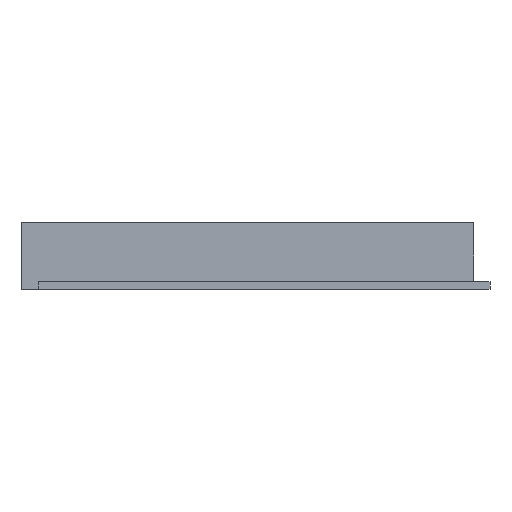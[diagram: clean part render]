
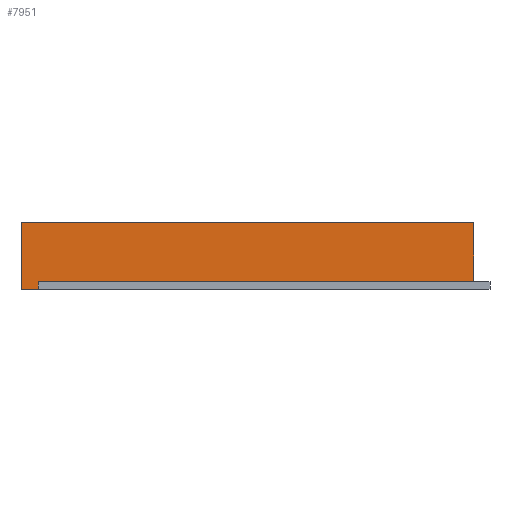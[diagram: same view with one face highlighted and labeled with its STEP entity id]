
A CAD part, left-side view. The second image highlights one B-rep face of the part: STEP entity #7951.
In plain terms, the highlighted planar face has unit normal (-1, 0, 0).
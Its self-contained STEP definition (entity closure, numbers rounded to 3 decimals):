
#901=PLANE('',#8237);
#1320=FACE_OUTER_BOUND('',#1797,.T.);
#1797=EDGE_LOOP('',(#7453,#7454,#7455,#7456));
#2430=LINE('',#15473,#3089);
#2449=LINE('',#15529,#3108);
#2465=LINE('',#15577,#3124);
#2466=LINE('',#15578,#3125);
#3089=VECTOR('',#9319,10.);
#3108=VECTOR('',#9374,10.);
#3124=VECTOR('',#9426,10.);
#3125=VECTOR('',#9427,10.);
#3947=VERTEX_POINT('',#15470);
#3948=VERTEX_POINT('',#15472);
#3966=VERTEX_POINT('',#15526);
#3967=VERTEX_POINT('',#15528);
#5100=EDGE_CURVE('',#3947,#3948,#2430,.T.);
#5123=EDGE_CURVE('',#3966,#3967,#2449,.T.);
#5147=EDGE_CURVE('',#3947,#3967,#2465,.T.);
#5148=EDGE_CURVE('',#3948,#3966,#2466,.T.);
#7453=ORIENTED_EDGE('',*,*,#5100,.F.);
#7454=ORIENTED_EDGE('',*,*,#5147,.T.);
#7455=ORIENTED_EDGE('',*,*,#5123,.F.);
#7456=ORIENTED_EDGE('',*,*,#5148,.F.);
#7951=ADVANCED_FACE('',(#1320),#901,.T.);
#8237=AXIS2_PLACEMENT_3D('',#15576,#9424,#9425);
#9319=DIRECTION('',(0.,1.,0.));
#9374=DIRECTION('',(0.,-1.,0.));
#9424=DIRECTION('center_axis',(-1.,0.,0.));
#9425=DIRECTION('ref_axis',(0.,-1.,0.));
#9426=DIRECTION('',(0.,0.,1.));
#9427=DIRECTION('',(0.,0.,1.));
#15470=CARTESIAN_POINT('',(-9.5,-9.5,0.));
#15472=CARTESIAN_POINT('',(-9.5,78.5,0.));
#15473=CARTESIAN_POINT('',(-9.5,-9.5,0.));
#15526=CARTESIAN_POINT('',(-9.5,78.5,13.));
#15528=CARTESIAN_POINT('',(-9.5,-9.5,13.));
#15529=CARTESIAN_POINT('',(-9.5,-9.5,13.));
#15576=CARTESIAN_POINT('Origin',(-9.5,78.5,0.));
#15577=CARTESIAN_POINT('',(-9.5,-9.5,0.));
#15578=CARTESIAN_POINT('',(-9.5,78.5,0.));
